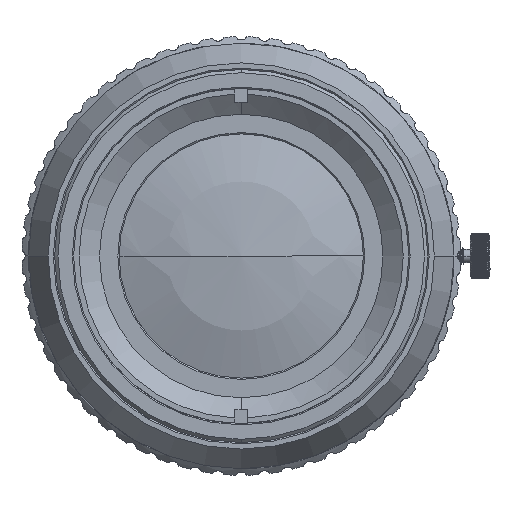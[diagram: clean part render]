
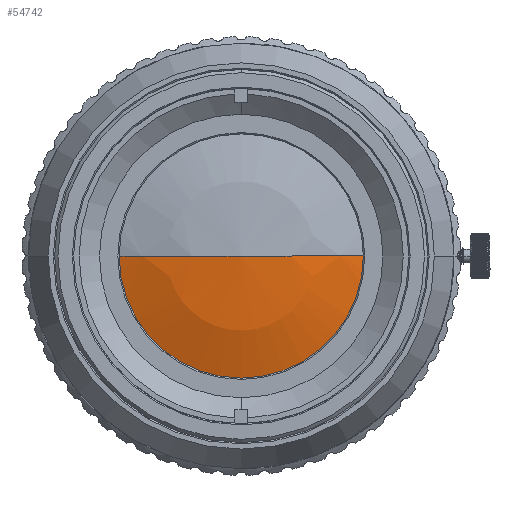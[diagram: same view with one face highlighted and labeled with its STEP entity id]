
A CAD part, left-side view. The second image highlights one B-rep face of the part: STEP entity #54742.
In plain terms, the highlighted spherical face has radius 63.08 mm.
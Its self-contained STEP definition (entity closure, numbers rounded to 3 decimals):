
#16534=CARTESIAN_POINT('',(75.78,0.,0.));
#16535=DIRECTION('',(0.,0.,1.));
#16536=DIRECTION('',(-0.935,0.355,0.));
#16537=AXIS2_PLACEMENT_3D('',#16534,#16535,#16536);
#16539=CARTESIAN_POINT('',(75.78,0.,0.));
#16540=DIRECTION('',(0.,0.,1.));
#16541=DIRECTION('',(-1.,0.,0.));
#16542=AXIS2_PLACEMENT_3D('',#16539,#16540,#16541);
#16544=CARTESIAN_POINT('',(16.811,0.,0.));
#16545=DIRECTION('',(1.,0.,0.));
#16546=DIRECTION('',(0.,-1.,0.));
#16547=AXIS2_PLACEMENT_3D('',#16544,#16545,#16546);
#37572=CARTESIAN_POINT('',(16.811,22.4,0.));
#37574=VERTEX_POINT('',#37572);
#37576=CARTESIAN_POINT('',(16.811,-22.4,0.));
#37577=VERTEX_POINT('',#37576);
#37606=CARTESIAN_POINT('',(12.7,0.,0.));
#37607=VERTEX_POINT('',#37606);
#54730=CARTESIAN_POINT('',(75.78,0.,0.));
#54731=DIRECTION('',(-1.,0.,0.));
#54732=DIRECTION('',(0.,1.,0.));
#54733=AXIS2_PLACEMENT_3D('',#54730,#54731,#54732);
#54734=SPHERICAL_SURFACE('',#54733,63.08);
#54736=ORIENTED_EDGE('',*,*,#54735,.T.);
#54738=ORIENTED_EDGE('',*,*,#54737,.T.);
#54739=ORIENTED_EDGE('',*,*,#54716,.T.);
#54740=EDGE_LOOP('',(#54736,#54738,#54739));
#54741=FACE_OUTER_BOUND('',#54740,.F.);
#16538=CIRCLE('',#16537,63.08);
#16543=CIRCLE('',#16542,63.08);
#16548=CIRCLE('',#16547,22.4);
#54716=EDGE_CURVE('',#37577,#37574,#16548,.T.);
#54735=EDGE_CURVE('',#37574,#37607,#16538,.T.);
#54737=EDGE_CURVE('',#37607,#37577,#16543,.T.);
#54742=ADVANCED_FACE('',(#54741),#54734,.T.);
